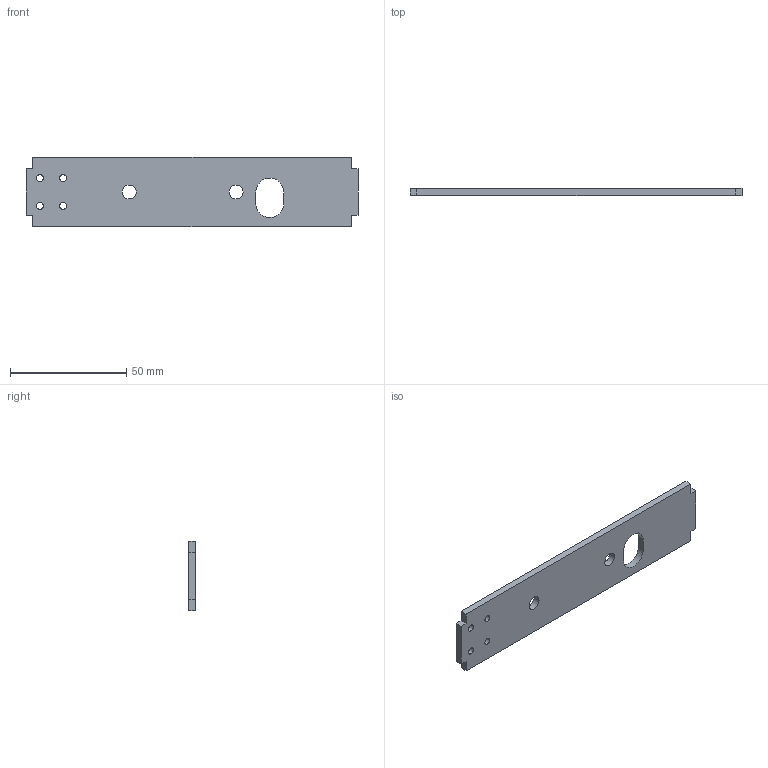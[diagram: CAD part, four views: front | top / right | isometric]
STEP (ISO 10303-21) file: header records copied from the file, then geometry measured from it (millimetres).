
FILE_DESCRIPTION((''),'2;1');
FILE_NAME('OBMP-BTP-P3-1624','2023-10-11T20:58:43',('ccha425'),('Department of Mechanical Engineering, The University of Auckland'),'CREO PARAMETRIC BY PTC INC, 2017260','CREO PARAMETRIC BY PTC INC, 2017260','');
FILE_SCHEMA(('CONFIG_CONTROL_DESIGN'));
Length unit declared in the file: millimetre
Products named in the file (1): OBMP-BTP-P3-1624
Bounding box: 143 x 3 x 30 mm (x, y, z)
Volume: 11916.2 mm3; surface area: 9351.5 mm2
Topology: 1 solids, 1 shells, 30 faces, 84 edges, 56 vertices
Faces by surface type: plane 16, cylinder 14
Entity records: 1042 total; most frequent: DIRECTION 172, CARTESIAN_POINT 170, ORIENTED_EDGE 168, EDGE_CURVE 84, AXIS2_PLACEMENT_3D 58, VECTOR 56, LINE 56, VERTEX_POINT 56
